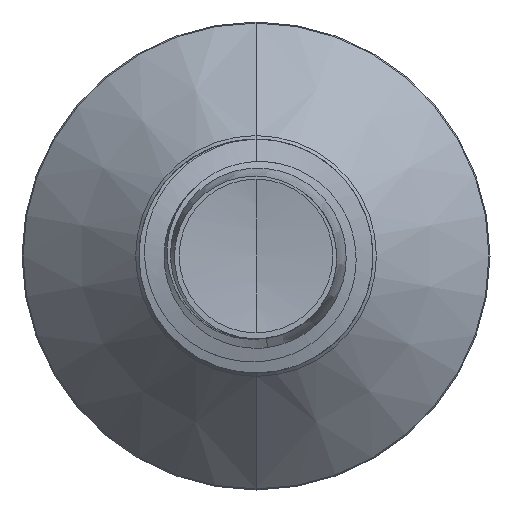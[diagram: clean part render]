
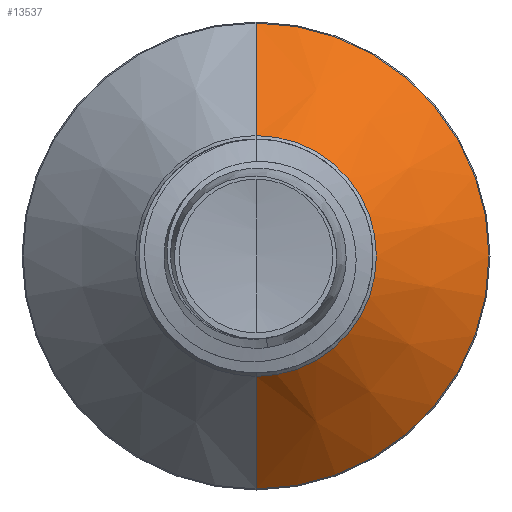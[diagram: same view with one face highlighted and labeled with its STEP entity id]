
A CAD part, front view. The second image highlights one B-rep face of the part: STEP entity #13537.
In plain terms, the highlighted conical face has half-angle 45 degrees and reference radius 3.088 mm.
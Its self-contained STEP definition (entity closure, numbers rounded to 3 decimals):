
#538 = ORIENTED_EDGE ( 'NONE', *, *, #14998, .F. ) ;
#760 = EDGE_CURVE ( 'NONE', #3643, #12566, #13496, .T. ) ;
#1222 = CARTESIAN_POINT ( 'NONE',  ( 0., 6.239, 3.089 ) ) ;
#1367 = CONICAL_SURFACE ( 'NONE', #15183, 3.089, 0.785 ) ;
#1801 = FACE_OUTER_BOUND ( 'NONE', #5317, .T. ) ;
#2021 = CIRCLE ( 'NONE', #7672, 5.974 ) ;
#2258 = DIRECTION ( 'NONE',  ( 0., 1., 0. ) ) ;
#3132 = VECTOR ( 'NONE', #12485, 1000. ) ;
#3352 = ORIENTED_EDGE ( 'NONE', *, *, #11170, .T. ) ;
#3514 = ORIENTED_EDGE ( 'NONE', *, *, #4219, .T. ) ;
#3643 = VERTEX_POINT ( 'NONE', #7720 ) ;
#3644 = CARTESIAN_POINT ( 'NONE',  ( 0., 6.239, 0. ) ) ;
#3726 = CARTESIAN_POINT ( 'NONE',  ( 0., 6.239, -3.089 ) ) ;
#4219 = EDGE_CURVE ( 'NONE', #11774, #6888, #7942, .T. ) ;
#5012 = CARTESIAN_POINT ( 'NONE',  ( 0., 9.124, -5.974 ) ) ;
#5317 = EDGE_LOOP ( 'NONE', ( #3352, #3514, #538, #14062 ) ) ;
#5489 = DIRECTION ( 'NONE',  ( 0., 1., 0. ) ) ;
#5673 = CARTESIAN_POINT ( 'NONE',  ( 0., 6.239, 0. ) ) ;
#6064 = CIRCLE ( 'NONE', #15028, 3.089 ) ;
#6888 = VERTEX_POINT ( 'NONE', #5012 ) ;
#6992 = DIRECTION ( 'NONE',  ( 0., 0., 1. ) ) ;
#7098 = DIRECTION ( 'NONE',  ( 0., 0.707, -0.707 ) ) ;
#7196 = CARTESIAN_POINT ( 'NONE',  ( 0., 6.239, -3.089 ) ) ;
#7672 = AXIS2_PLACEMENT_3D ( 'NONE', #13167, #5489, #14319 ) ;
#7720 = CARTESIAN_POINT ( 'NONE',  ( 0., 6.239, 3.089 ) ) ;
#7942 = LINE ( 'NONE', #7196, #10979 ) ;
#9866 = CARTESIAN_POINT ( 'NONE',  ( 0., 9.124, 5.974 ) ) ;
#10979 = VECTOR ( 'NONE', #7098, 1000. ) ;
#11170 = EDGE_CURVE ( 'NONE', #3643, #11774, #6064, .T. ) ;
#11774 = VERTEX_POINT ( 'NONE', #3726 ) ;
#12485 = DIRECTION ( 'NONE',  ( 0., 0.707, 0.707 ) ) ;
#12566 = VERTEX_POINT ( 'NONE', #9866 ) ;
#12747 = DIRECTION ( 'NONE',  ( 0., 0., 1. ) ) ;
#13167 = CARTESIAN_POINT ( 'NONE',  ( 0., 9.124, 0. ) ) ;
#13496 = LINE ( 'NONE', #1222, #3132 ) ;
#13537 = ADVANCED_FACE ( 'NONE', ( #1801 ), #1367, .T. ) ;
#14062 = ORIENTED_EDGE ( 'NONE', *, *, #760, .F. ) ;
#14319 = DIRECTION ( 'NONE',  ( 0., 0., 1. ) ) ;
#14461 = DIRECTION ( 'NONE',  ( 0., 1., 0. ) ) ;
#14998 = EDGE_CURVE ( 'NONE', #12566, #6888, #2021, .T. ) ;
#15028 = AXIS2_PLACEMENT_3D ( 'NONE', #5673, #14461, #6992 ) ;
#15183 = AXIS2_PLACEMENT_3D ( 'NONE', #3644, #2258, #12747 ) ;
